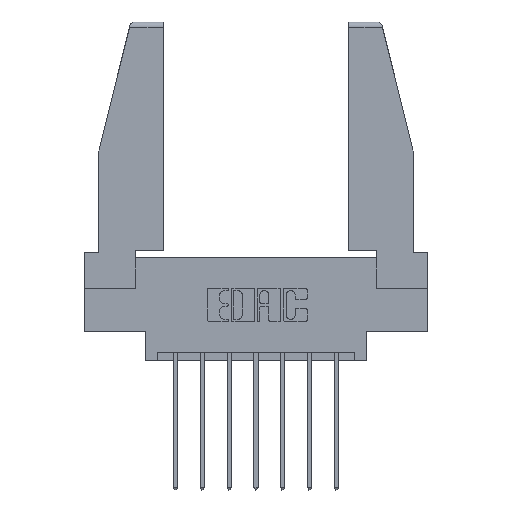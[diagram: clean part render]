
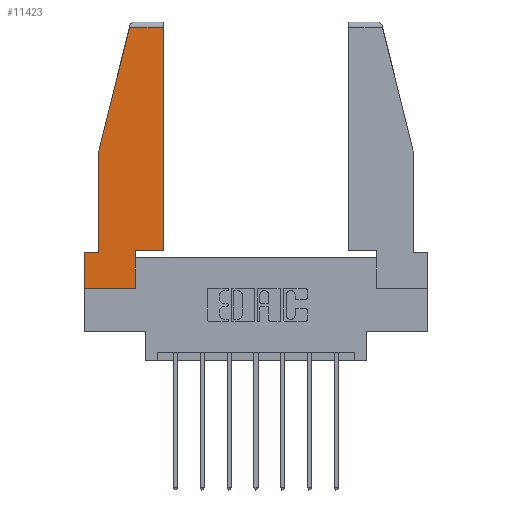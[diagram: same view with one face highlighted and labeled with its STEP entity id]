
A CAD part, top view. The second image highlights one B-rep face of the part: STEP entity #11423.
In plain terms, the highlighted planar face has unit normal (0, 0, 1).
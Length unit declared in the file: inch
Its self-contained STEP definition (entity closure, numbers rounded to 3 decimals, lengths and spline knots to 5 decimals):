
#1 = VECTOR ( 'NONE', #2061, 39.37008 ) ;
#12 = ORIENTED_EDGE ( 'NONE', *, *, #2087, .T. ) ;
#155 = LINE ( 'NONE', #6474, #10195 ) ;
#284 = LINE ( 'NONE', #6811, #8018 ) ;
#559 = CARTESIAN_POINT ( 'NONE',  ( 0., 0., 0. ) ) ;
#596 = CARTESIAN_POINT ( 'NONE',  ( 0.086, 0.21, 0. ) ) ;
#737 = EDGE_CURVE ( 'NONE', #8323, #9384, #11402, .T. ) ;
#877 = VERTEX_POINT ( 'NONE', #7833 ) ;
#891 = EDGE_CURVE ( 'NONE', #6850, #6658, #155, .T. ) ;
#905 = CARTESIAN_POINT ( 'NONE',  ( 0., 0., 0. ) ) ;
#1034 = ORIENTED_EDGE ( 'NONE', *, *, #3195, .T. ) ;
#1261 = LINE ( 'NONE', #11949, #8042 ) ;
#1394 = VECTOR ( 'NONE', #1829, 39.37008 ) ;
#1638 = CARTESIAN_POINT ( 'NONE',  ( 0., 0.21, 0. ) ) ;
#1829 = DIRECTION ( 'NONE',  ( -1., 0., 0. ) ) ;
#1842 = CARTESIAN_POINT ( 'NONE',  ( 0., 0.21, 0. ) ) ;
#1883 = CARTESIAN_POINT ( 'NONE',  ( 0.461, 0.223, 0. ) ) ;
#2061 = DIRECTION ( 'NONE',  ( 0., 1., 0. ) ) ;
#2087 = EDGE_CURVE ( 'NONE', #5590, #8323, #284, .T. ) ;
#2190 = CARTESIAN_POINT ( 'NONE',  ( 0.297, 0., 0. ) ) ;
#2977 = LINE ( 'NONE', #559, #6566 ) ;
#3195 = EDGE_CURVE ( 'NONE', #3937, #5590, #11205, .T. ) ;
#3282 = ORIENTED_EDGE ( 'NONE', *, *, #3809, .T. ) ;
#3455 = PLANE ( 'NONE',  #12237 ) ;
#3809 = EDGE_CURVE ( 'NONE', #6028, #11915, #2977, .T. ) ;
#3937 = VERTEX_POINT ( 'NONE', #5742 ) ;
#4686 = ORIENTED_EDGE ( 'NONE', *, *, #9277, .T. ) ;
#5000 = LINE ( 'NONE', #1638, #10217 ) ;
#5416 = DIRECTION ( 'NONE',  ( 1., 0., 0. ) ) ;
#5590 = VERTEX_POINT ( 'NONE', #1883 ) ;
#5742 = CARTESIAN_POINT ( 'NONE',  ( 0.297, 0.223, 0. ) ) ;
#5944 = EDGE_CURVE ( 'NONE', #6658, #877, #5000, .T. ) ;
#6028 = VERTEX_POINT ( 'NONE', #905 ) ;
#6064 = DIRECTION ( 'NONE',  ( 0., -1., 0. ) ) ;
#6090 = CARTESIAN_POINT ( 'NONE',  ( 0.461, 1.52, 0. ) ) ;
#6474 = CARTESIAN_POINT ( 'NONE',  ( 0.086, 0.8, 0. ) ) ;
#6566 = VECTOR ( 'NONE', #7252, 39.37008 ) ;
#6658 = VERTEX_POINT ( 'NONE', #596 ) ;
#6811 = CARTESIAN_POINT ( 'NONE',  ( 0.461, 0.223, 0. ) ) ;
#6850 = VERTEX_POINT ( 'NONE', #11883 ) ;
#7248 = ORIENTED_EDGE ( 'NONE', *, *, #9017, .T. ) ;
#7252 = DIRECTION ( 'NONE',  ( 1., 0., 0. ) ) ;
#7330 = CARTESIAN_POINT ( 'NONE',  ( 0., 0., 0. ) ) ;
#7570 = DIRECTION ( 'NONE',  ( 1., 0., 0. ) ) ;
#7740 = DIRECTION ( 'NONE',  ( 0., -1., 0. ) ) ;
#7833 = CARTESIAN_POINT ( 'NONE',  ( 0., 0.21, 0. ) ) ;
#8018 = VECTOR ( 'NONE', #9752, 39.37008 ) ;
#8039 = LINE ( 'NONE', #1842, #9436 ) ;
#8042 = VECTOR ( 'NONE', #10077, 39.37008 ) ;
#8323 = VERTEX_POINT ( 'NONE', #6090 ) ;
#8326 = DIRECTION ( 'NONE',  ( 0., 0., 1. ) ) ;
#8586 = VECTOR ( 'NONE', #7570, 39.37008 ) ;
#8675 = CARTESIAN_POINT ( 'NONE',  ( 0.297, 0., 0. ) ) ;
#8704 = ORIENTED_EDGE ( 'NONE', *, *, #891, .T. ) ;
#8966 = ORIENTED_EDGE ( 'NONE', *, *, #737, .T. ) ;
#9017 = EDGE_CURVE ( 'NONE', #877, #6028, #8039, .T. ) ;
#9066 = EDGE_CURVE ( 'NONE', #11915, #3937, #11404, .T. ) ;
#9277 = EDGE_CURVE ( 'NONE', #9384, #6850, #1261, .T. ) ;
#9384 = VERTEX_POINT ( 'NONE', #11324 ) ;
#9436 = VECTOR ( 'NONE', #7740, 39.37008 ) ;
#9444 = DIRECTION ( 'NONE',  ( -1., 0., 0. ) ) ;
#9447 = CARTESIAN_POINT ( 'NONE',  ( 0.297, 0.223, 0. ) ) ;
#9545 = ORIENTED_EDGE ( 'NONE', *, *, #5944, .T. ) ;
#9752 = DIRECTION ( 'NONE',  ( 0., 1., 0. ) ) ;
#10077 = DIRECTION ( 'NONE',  ( -0.239, -0.971, 0. ) ) ;
#10195 = VECTOR ( 'NONE', #6064, 39.37008 ) ;
#10217 = VECTOR ( 'NONE', #9444, 39.37008 ) ;
#10380 = ORIENTED_EDGE ( 'NONE', *, *, #9066, .T. ) ;
#11205 = LINE ( 'NONE', #9447, #8586 ) ;
#11324 = CARTESIAN_POINT ( 'NONE',  ( 0.2636, 1.52, 0. ) ) ;
#11402 = LINE ( 'NONE', #11429, #1394 ) ;
#11404 = LINE ( 'NONE', #2190, #1 ) ;
#11423 = ADVANCED_FACE ( 'NONE', ( #12257 ), #3455, .T. ) ;
#11429 = CARTESIAN_POINT ( 'NONE',  ( 0., 1.52, 0. ) ) ;
#11522 = EDGE_LOOP ( 'NONE', ( #12, #8966, #4686, #8704, #9545, #7248, #3282, #10380, #1034 ) ) ;
#11883 = CARTESIAN_POINT ( 'NONE',  ( 0.086, 0.8, 0. ) ) ;
#11915 = VERTEX_POINT ( 'NONE', #8675 ) ;
#11949 = CARTESIAN_POINT ( 'NONE',  ( 0.271, 1.55, 0. ) ) ;
#12237 = AXIS2_PLACEMENT_3D ( 'NONE', #7330, #8326, #5416 ) ;
#12257 = FACE_OUTER_BOUND ( 'NONE', #11522, .T. ) ;
